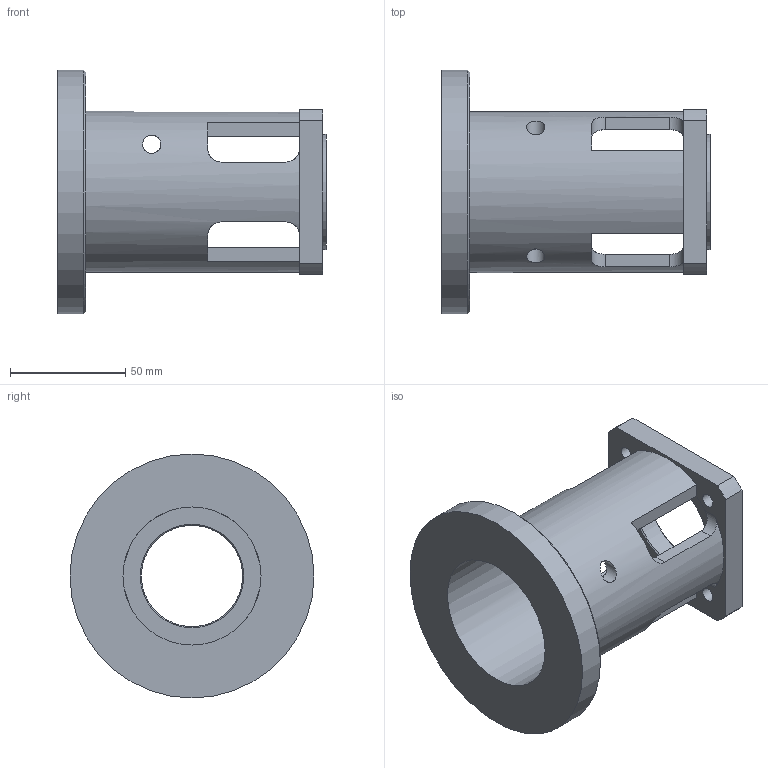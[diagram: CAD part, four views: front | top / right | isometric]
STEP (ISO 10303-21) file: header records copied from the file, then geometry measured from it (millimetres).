
FILE_DESCRIPTION(/* description */ (''),/* implementation_level */ '2;1');
FILE_NAME(/* name */ 'VK MTJ80 106 GESM2428.stp',/* time_stamp */ '2015-08-21T08:31:32+01:00',/* author */ ('Hypex'),/* organization */ ('Hypex'),/* preprocessor_version */ 'ST-DEVELOPER v15.2',/* originating_system */ 'Autodesk Inventor 2014',/* authorisation */ '');
FILE_SCHEMA (('AUTOMOTIVE_DESIGN { 1 0 10303 214 3 1 1 }'));
Length unit declared in the file: millimetre
Products named in the file (1): VK MTJ80 106 GESM2428
Bounding box: 116.5 x 106 x 106 mm (x, y, z)
Volume: 184538.1 mm3; surface area: 63108.8 mm2
Topology: 1 solids, 1 shells, 48 faces, 140 edges, 94 vertices
Faces by surface type: cylinder 23, plane 22, cone 3
Full cylindrical faces by diameter (mm): 6.2 x4, 8 x2, 44 x1, 50 x1, 60 x1, 70 x1, 106 x1
Entity records: 1789 total; most frequent: CARTESIAN_POINT 541, DIRECTION 242, ORIENTED_EDGE 240, EDGE_CURVE 120, AXIS2_PLACEMENT_3D 93, VERTEX_POINT 88, EDGE_LOOP 84, LINE 56
